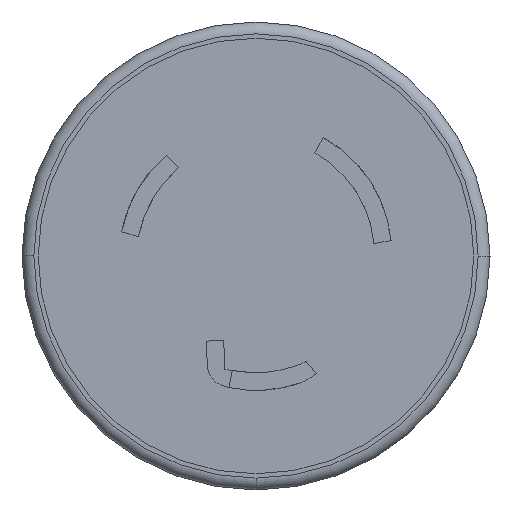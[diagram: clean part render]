
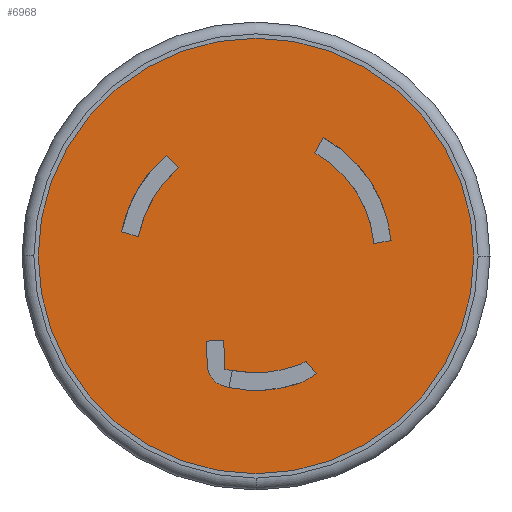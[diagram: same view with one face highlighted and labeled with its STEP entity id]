
A CAD part, left-side view. The second image highlights one B-rep face of the part: STEP entity #6968.
In plain terms, the highlighted face is planar.
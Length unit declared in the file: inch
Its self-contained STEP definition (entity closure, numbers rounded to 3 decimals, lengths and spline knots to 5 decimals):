
#250 = DIRECTION ( 'NONE',  ( 0.927, -0.376, 0. ) ) ;
#385 = CARTESIAN_POINT ( 'NONE',  ( 0., 0., 0. ) ) ;
#492 = DIRECTION ( 'NONE',  ( 0.692, -0.721, 0. ) ) ;
#656 = DIRECTION ( 'NONE',  ( 1., 0., 0. ) ) ;
#657 = ORIENTED_EDGE ( 'NONE', *, *, #6925, .F. ) ;
#707 = AXIS2_PLACEMENT_3D ( 'NONE', #9162, #3851, #8092 ) ;
#747 = VERTEX_POINT ( 'NONE', #9048 ) ;
#902 = VERTEX_POINT ( 'NONE', #3334 ) ;
#1123 = VECTOR ( 'NONE', #250, 39.37008 ) ;
#1278 = LINE ( 'NONE', #5457, #1123 ) ;
#1448 = EDGE_CURVE ( 'NONE', #7025, #2582, #10235, .T. ) ;
#1462 = VERTEX_POINT ( 'NONE', #1806 ) ;
#1516 = LINE ( 'NONE', #9716, #9930 ) ;
#1552 = VERTEX_POINT ( 'NONE', #2894 ) ;
#1576 = CARTESIAN_POINT ( 'NONE',  ( 0.30885, -0.34739, 0. ) ) ;
#1643 = DIRECTION ( 'NONE',  ( 0., 0., 1. ) ) ;
#1790 = DIRECTION ( 'NONE',  ( 0., 0., -1. ) ) ;
#1806 = CARTESIAN_POINT ( 'NONE',  ( -0.20779, 0.40389, 0. ) ) ;
#1837 = DIRECTION ( 'NONE',  ( 1., 0., 0. ) ) ;
#1874 = LINE ( 'NONE', #6823, #2574 ) ;
#1905 = AXIS2_PLACEMENT_3D ( 'NONE', #3798, #1643, #1837 ) ;
#1906 = DIRECTION ( 'NONE',  ( -1., 0., 0. ) ) ;
#2150 = PLANE ( 'NONE',  #5582 ) ;
#2222 = ORIENTED_EDGE ( 'NONE', *, *, #10486, .F. ) ;
#2365 = FACE_BOUND ( 'NONE', #4107, .T. ) ;
#2377 = CARTESIAN_POINT ( 'NONE',  ( 0.26741, -0.30422, 0. ) ) ;
#2446 = ORIENTED_EDGE ( 'NONE', *, *, #6766, .F. ) ;
#2485 = EDGE_CURVE ( 'NONE', #1552, #6670, #9469, .T. ) ;
#2574 = VECTOR ( 'NONE', #3978, 39.37008 ) ;
#2582 = VERTEX_POINT ( 'NONE', #12276 ) ;
#2659 = DIRECTION ( 'NONE',  ( -1., 0., 0. ) ) ;
#2894 = CARTESIAN_POINT ( 'NONE',  ( -0.17245, 0.36169, 0. ) ) ;
#2966 = FACE_BOUND ( 'NONE', #10605, .T. ) ;
#3334 = CARTESIAN_POINT ( 'NONE',  ( 0.75, 0., 0. ) ) ;
#3646 = AXIS2_PLACEMENT_3D ( 'NONE', #4041, #10850, #2659 ) ;
#3658 = DIRECTION ( 'NONE',  ( 0.207, 0.978, 0. ) ) ;
#3798 = CARTESIAN_POINT ( 'NONE',  ( 0., 0., 0. ) ) ;
#3851 = DIRECTION ( 'NONE',  ( 0., 0., 1. ) ) ;
#3978 = DIRECTION ( 'NONE',  ( 0.642, -0.767, 0. ) ) ;
#4041 = CARTESIAN_POINT ( 'NONE',  ( -0.00691, 0.01376, 0. ) ) ;
#4107 = EDGE_LOOP ( 'NONE', ( #5482, #10479, #11429, #9456 ) ) ;
#4155 = EDGE_CURVE ( 'NONE', #747, #902, #12109, .T. ) ;
#4192 = EDGE_LOOP ( 'NONE', ( #12567, #6391 ) ) ;
#4194 = CARTESIAN_POINT ( 'NONE',  ( 0.08123, 0.39428, 0. ) ) ;
#4244 = CARTESIAN_POINT ( 'NONE',  ( 0.09359, 0.45283, 0. ) ) ;
#4267 = VERTEX_POINT ( 'NONE', #2377 ) ;
#4316 = VERTEX_POINT ( 'NONE', #5189 ) ;
#4449 = AXIS2_PLACEMENT_3D ( 'NONE', #9754, #10756, #656 ) ;
#4511 = CARTESIAN_POINT ( 'NONE',  ( 0.0016, -0.02352, 0. ) ) ;
#4879 = DIRECTION ( 'NONE',  ( 0., 0., 1. ) ) ;
#5154 = DIRECTION ( 'NONE',  ( 1., 0., 0. ) ) ;
#5189 = CARTESIAN_POINT ( 'NONE',  ( 0.43761, -0.16664, 0. ) ) ;
#5313 = DIRECTION ( 'NONE',  ( 0., 0., -1. ) ) ;
#5457 = CARTESIAN_POINT ( 'NONE',  ( 0.38212, -0.14412, 0. ) ) ;
#5482 = ORIENTED_EDGE ( 'NONE', *, *, #9081, .T. ) ;
#5582 = AXIS2_PLACEMENT_3D ( 'NONE', #385, #5313, #12584 ) ;
#5608 = VERTEX_POINT ( 'NONE', #4194 ) ;
#5759 = ORIENTED_EDGE ( 'NONE', *, *, #9908, .F. ) ;
#5992 = CIRCLE ( 'NONE', #1905, 0.75 ) ;
#6064 = AXIS2_PLACEMENT_3D ( 'NONE', #12160, #1790, #5154 ) ;
#6086 = AXIS2_PLACEMENT_3D ( 'NONE', #4511, #11435, #7477 ) ;
#6229 = CIRCLE ( 'NONE', #3646, 0.47973 ) ;
#6391 = ORIENTED_EDGE ( 'NONE', *, *, #4155, .T. ) ;
#6501 = LINE ( 'NONE', #8588, #10942 ) ;
#6516 = CIRCLE ( 'NONE', #8452, 0.17549 ) ;
#6670 = VERTEX_POINT ( 'NONE', #9441 ) ;
#6687 = AXIS2_PLACEMENT_3D ( 'NONE', #11942, #6829, #7967 ) ;
#6766 = EDGE_CURVE ( 'NONE', #5608, #7025, #6501, .T. ) ;
#6823 = CARTESIAN_POINT ( 'NONE',  ( -0.20779, 0.40389, 0. ) ) ;
#6829 = DIRECTION ( 'NONE',  ( 0., 0., -1. ) ) ;
#6839 = VERTEX_POINT ( 'NONE', #1576 ) ;
#6872 = EDGE_CURVE ( 'NONE', #6839, #4316, #6229, .T. ) ;
#6925 = EDGE_CURVE ( 'NONE', #1462, #1552, #1874, .T. ) ;
#6968 = ADVANCED_FACE ( 'NONE', ( #2966, #11160, #2365 ), #2150, .F. ) ;
#7025 = VERTEX_POINT ( 'NONE', #4244 ) ;
#7477 = DIRECTION ( 'NONE',  ( -1., 0., 0. ) ) ;
#7657 = CARTESIAN_POINT ( 'NONE',  ( 0.38212, -0.14412, 0. ) ) ;
#7967 = DIRECTION ( 'NONE',  ( -1., 0., 0. ) ) ;
#8092 = DIRECTION ( 'NONE',  ( 1., 0., 0. ) ) ;
#8452 = AXIS2_PLACEMENT_3D ( 'NONE', #12155, #4879, #1906 ) ;
#8588 = CARTESIAN_POINT ( 'NONE',  ( 0.09359, 0.45283, 0. ) ) ;
#9048 = CARTESIAN_POINT ( 'NONE',  ( -0.75, 0., 0. ) ) ;
#9081 = EDGE_CURVE ( 'NONE', #10889, #4316, #1278, .T. ) ;
#9162 = CARTESIAN_POINT ( 'NONE',  ( 0., 0., 0. ) ) ;
#9441 = CARTESIAN_POINT ( 'NONE',  ( -0.15, 0.37386, 0. ) ) ;
#9456 = ORIENTED_EDGE ( 'NONE', *, *, #10957, .F. ) ;
#9469 = CIRCLE ( 'NONE', #6687, 0.09673 ) ;
#9716 = CARTESIAN_POINT ( 'NONE',  ( 0.26741, -0.30422, 0. ) ) ;
#9728 = CIRCLE ( 'NONE', #6086, 0.42532 ) ;
#9754 = CARTESIAN_POINT ( 'NONE',  ( -0.00051, 0.00706, 0. ) ) ;
#9908 = EDGE_CURVE ( 'NONE', #2582, #1462, #6516, .T. ) ;
#9930 = VECTOR ( 'NONE', #492, 39.37008 ) ;
#10235 = CIRCLE ( 'NONE', #4449, 0.45559 ) ;
#10365 = ORIENTED_EDGE ( 'NONE', *, *, #2485, .F. ) ;
#10479 = ORIENTED_EDGE ( 'NONE', *, *, #6872, .F. ) ;
#10486 = EDGE_CURVE ( 'NONE', #6670, #5608, #9728, .T. ) ;
#10605 = EDGE_LOOP ( 'NONE', ( #657, #5759, #11663, #2446, #2222, #10365 ) ) ;
#10756 = DIRECTION ( 'NONE',  ( 0., 0., 1. ) ) ;
#10850 = DIRECTION ( 'NONE',  ( 0., 0., 1. ) ) ;
#10889 = VERTEX_POINT ( 'NONE', #7657 ) ;
#10942 = VECTOR ( 'NONE', #3658, 39.37008 ) ;
#10957 = EDGE_CURVE ( 'NONE', #10889, #4267, #11005, .T. ) ;
#11005 = CIRCLE ( 'NONE', #6064, 0.42494 ) ;
#11160 = FACE_OUTER_BOUND ( 'NONE', #4192, .T. ) ;
#11366 = EDGE_CURVE ( 'NONE', #4267, #6839, #1516, .T. ) ;
#11429 = ORIENTED_EDGE ( 'NONE', *, *, #11366, .F. ) ;
#11435 = DIRECTION ( 'NONE',  ( 0., 0., -1. ) ) ;
#11663 = ORIENTED_EDGE ( 'NONE', *, *, #1448, .F. ) ;
#11942 = CARTESIAN_POINT ( 'NONE',  ( -0.11552, 0.28348, 0. ) ) ;
#12109 = CIRCLE ( 'NONE', #707, 0.75 ) ;
#12155 = CARTESIAN_POINT ( 'NONE',  ( -0.09242, 0.27165, 0. ) ) ;
#12160 = CARTESIAN_POINT ( 'NONE',  ( -0.01127, 0.01657, 0. ) ) ;
#12276 = CARTESIAN_POINT ( 'NONE',  ( -0.15, 0.43743, 0. ) ) ;
#12567 = ORIENTED_EDGE ( 'NONE', *, *, #12676, .T. ) ;
#12584 = DIRECTION ( 'NONE',  ( -1., 0., 0. ) ) ;
#12676 = EDGE_CURVE ( 'NONE', #902, #747, #5992, .T. ) ;
